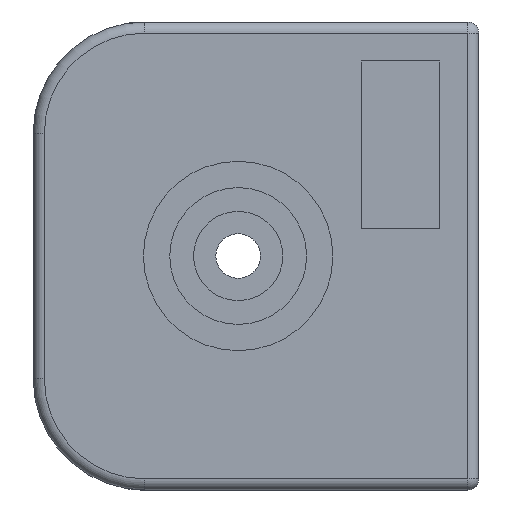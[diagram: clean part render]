
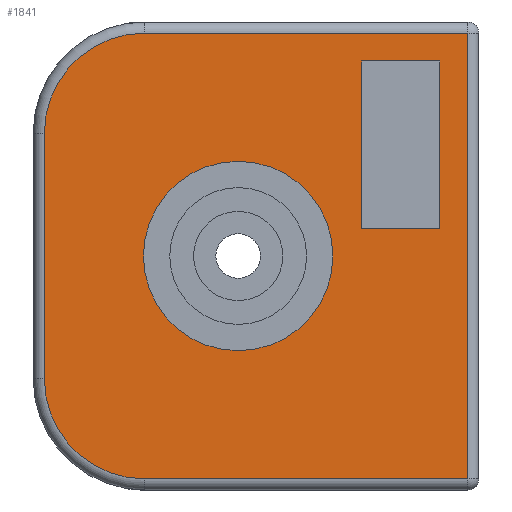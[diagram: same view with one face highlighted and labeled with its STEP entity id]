
A CAD part, left-side view. The second image highlights one B-rep face of the part: STEP entity #1841.
In plain terms, the highlighted planar face has unit normal (-1, 0, 0).
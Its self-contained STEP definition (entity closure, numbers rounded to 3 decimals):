
#67=FACE_BOUND('',#323,.T.);
#68=FACE_BOUND('',#324,.T.);
#118=PLANE('',#2030);
#197=FACE_OUTER_BOUND('',#322,.T.);
#322=EDGE_LOOP('',(#1578,#1579,#1580,#1581,#1582,#1583));
#323=EDGE_LOOP('',(#1584,#1585,#1586,#1587));
#324=EDGE_LOOP('',(#1588));
#406=LINE('',#3891,#570);
#423=LINE('',#3933,#587);
#426=LINE('',#3939,#590);
#428=LINE('',#3942,#592);
#517=LINE('',#4252,#681);
#518=LINE('',#4254,#682);
#519=LINE('',#4256,#683);
#520=LINE('',#4259,#684);
#570=VECTOR('',#2234,1000.);
#587=VECTOR('',#2265,1000.);
#590=VECTOR('',#2270,1000.);
#592=VECTOR('',#2274,1000.);
#681=VECTOR('',#2507,1000.);
#682=VECTOR('',#2508,1000.);
#683=VECTOR('',#2509,1000.);
#684=VECTOR('',#2512,1000.);
#745=CIRCLE('',#2031,4.5);
#746=CIRCLE('',#2032,4.5);
#747=CIRCLE('',#2033,4.25);
#829=VERTEX_POINT('',#3888);
#830=VERTEX_POINT('',#3890);
#834=VERTEX_POINT('',#3903);
#849=VERTEX_POINT('',#3935);
#917=VERTEX_POINT('',#4248);
#918=VERTEX_POINT('',#4249);
#919=VERTEX_POINT('',#4251);
#920=VERTEX_POINT('',#4253);
#921=VERTEX_POINT('',#4255);
#922=VERTEX_POINT('',#4257);
#923=VERTEX_POINT('',#4260);
#1004=EDGE_CURVE('',#830,#829,#406,.T.);
#1026=EDGE_CURVE('',#834,#830,#423,.T.);
#1029=EDGE_CURVE('',#849,#834,#426,.T.);
#1031=EDGE_CURVE('',#829,#849,#428,.T.);
#1150=EDGE_CURVE('',#917,#918,#745,.T.);
#1151=EDGE_CURVE('',#918,#919,#517,.T.);
#1152=EDGE_CURVE('',#919,#920,#518,.T.);
#1153=EDGE_CURVE('',#920,#921,#519,.T.);
#1154=EDGE_CURVE('',#921,#922,#746,.T.);
#1155=EDGE_CURVE('',#922,#917,#520,.T.);
#1156=EDGE_CURVE('',#923,#923,#747,.T.);
#1578=ORIENTED_EDGE('',*,*,#1150,.T.);
#1579=ORIENTED_EDGE('',*,*,#1151,.T.);
#1580=ORIENTED_EDGE('',*,*,#1152,.T.);
#1581=ORIENTED_EDGE('',*,*,#1153,.T.);
#1582=ORIENTED_EDGE('',*,*,#1154,.T.);
#1583=ORIENTED_EDGE('',*,*,#1155,.T.);
#1584=ORIENTED_EDGE('',*,*,#1029,.T.);
#1585=ORIENTED_EDGE('',*,*,#1026,.T.);
#1586=ORIENTED_EDGE('',*,*,#1004,.T.);
#1587=ORIENTED_EDGE('',*,*,#1031,.T.);
#1588=ORIENTED_EDGE('',*,*,#1156,.T.);
#1841=ADVANCED_FACE('',(#197,#67,#68),#118,.F.);
#2030=AXIS2_PLACEMENT_3D('',#4247,#2503,#2504);
#2031=AXIS2_PLACEMENT_3D('',#4250,#2505,#2506);
#2032=AXIS2_PLACEMENT_3D('',#4258,#2510,#2511);
#2033=AXIS2_PLACEMENT_3D('',#4261,#2513,#2514);
#2234=DIRECTION('',(0.,0.,-1.));
#2265=DIRECTION('',(0.,-1.,0.));
#2270=DIRECTION('',(0.,0.,1.));
#2274=DIRECTION('',(0.,1.,0.));
#2503=DIRECTION('center_axis',(1.,0.,0.));
#2504=DIRECTION('ref_axis',(0.,0.,-1.));
#2505=DIRECTION('center_axis',(-1.,0.,0.));
#2506=DIRECTION('ref_axis',(0.,0.,-1.));
#2507=DIRECTION('',(0.,-1.,0.));
#2508=DIRECTION('',(0.,0.,1.));
#2509=DIRECTION('',(0.,1.,0.));
#2510=DIRECTION('center_axis',(-1.,0.,0.));
#2511=DIRECTION('ref_axis',(0.,0.,-1.));
#2512=DIRECTION('',(0.,0.,-1.));
#2513=DIRECTION('center_axis',(1.,0.,0.));
#2514=DIRECTION('ref_axis',(0.,0.,-1.));
#3888=CARTESIAN_POINT('',(-37.95,1.75,1.25));
#3890=CARTESIAN_POINT('',(-37.95,1.75,8.75));
#3891=CARTESIAN_POINT('',(-37.95,1.75,10.5));
#3903=CARTESIAN_POINT('',(-37.95,5.25,8.75));
#3933=CARTESIAN_POINT('',(-37.95,20.,8.75));
#3935=CARTESIAN_POINT('',(-37.95,5.25,1.25));
#3939=CARTESIAN_POINT('',(-37.95,5.25,10.5));
#3942=CARTESIAN_POINT('',(-37.95,20.,1.25));
#4247=CARTESIAN_POINT('Origin',(-37.95,20.,10.5));
#4248=CARTESIAN_POINT('',(-37.95,19.5,-5.5));
#4249=CARTESIAN_POINT('',(-37.95,15.,-10.));
#4250=CARTESIAN_POINT('Origin',(-37.95,15.,-5.5));
#4251=CARTESIAN_POINT('',(-37.95,0.5,-10.));
#4252=CARTESIAN_POINT('',(-37.95,20.,-10.));
#4253=CARTESIAN_POINT('',(-37.95,0.5,10.));
#4254=CARTESIAN_POINT('',(-37.95,0.5,10.5));
#4255=CARTESIAN_POINT('',(-37.95,15.,10.));
#4256=CARTESIAN_POINT('',(-37.95,20.,10.));
#4257=CARTESIAN_POINT('',(-37.95,19.5,5.5));
#4258=CARTESIAN_POINT('Origin',(-37.95,15.,5.5));
#4259=CARTESIAN_POINT('',(-37.95,19.5,-5.5));
#4260=CARTESIAN_POINT('',(-37.95,10.8,-4.25));
#4261=CARTESIAN_POINT('Origin',(-37.95,10.8,0.));
